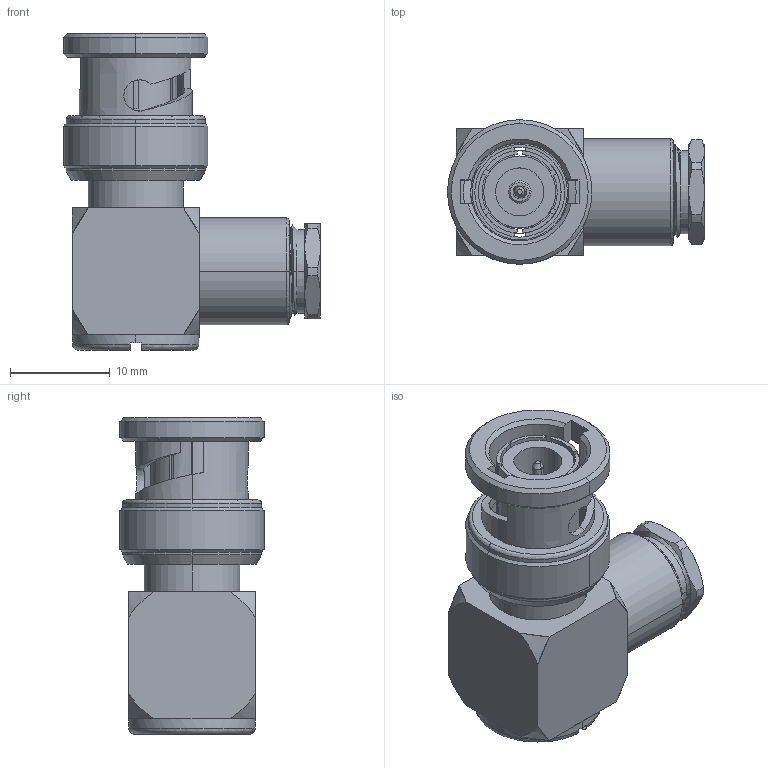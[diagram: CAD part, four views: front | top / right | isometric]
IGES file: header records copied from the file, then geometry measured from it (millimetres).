
Start section:  PTC IGES file: 8575.igs
Global section: file name: 8575.igs; native system: Pro/ENGINEER by Parametric Technology Corporation; preprocessor: 2008010; author: padmanabhan; organization: Unknown; date: 20100719.153927; units: millimetre
Bounding box: 25.76 x 14.48 x 31.75 mm (x, y, z)
Surface area: 3723.8 mm2 (no closed solid volume)
Topology: 0 solids, 0 shells, 158 faces, 787 edges, 787 vertices
Faces by surface type: revolution 107, bspline 51
